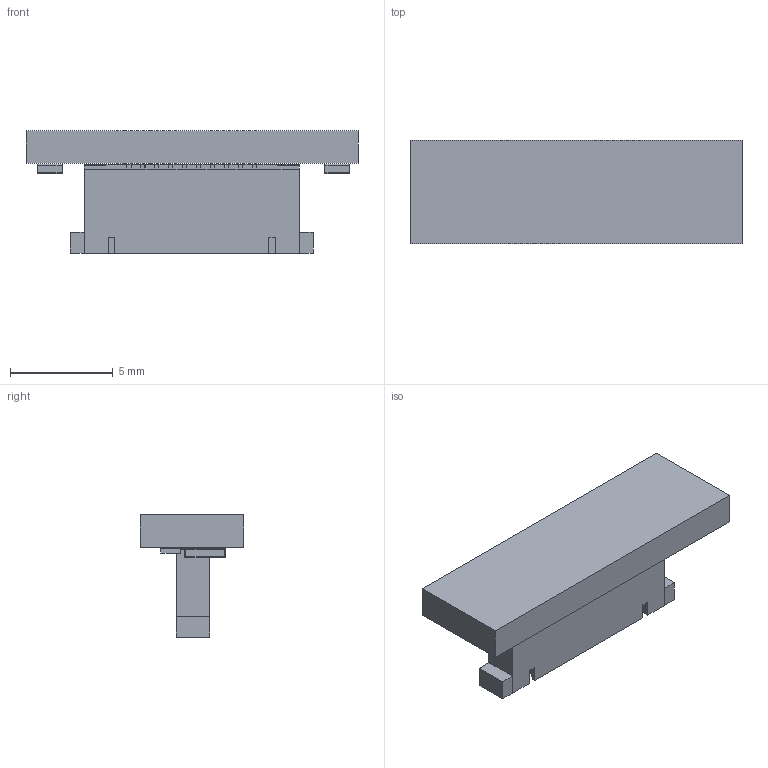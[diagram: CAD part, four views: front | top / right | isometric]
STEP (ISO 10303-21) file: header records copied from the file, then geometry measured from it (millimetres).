
FILE_DESCRIPTION(('KiCad electronic assembly'),'2;1');
FILE_NAME('vik-azoteq-adapter-vertical.step','2024-01-20T17:34:06',( 'Pcbnew'),('Kicad'),'Open CASCADE STEP processor 7.7', 'KiCad to STEP converter','Unknown');
FILE_SCHEMA(('AUTOMOTIVE_DESIGN { 1 0 10303 214 1 1 1 1 }'));
Length unit declared in the file: millimetre
Products named in the file (6): vik-azoteq-adapter-vertical 1; R_0805_2012Metric; SOLID; FPC vertical connector-1mm-10PIN; _autosave-azoteq-tps PCB
Assembly tree (6 placements, depth 3):
  vik-azoteq-adapter-vertical 1
    R_0805_2012Metric  x2
      SOLID
    FPC vertical connector-1mm-10PIN
      SOLID
    _autosave-azoteq-tps PCB
Bounding box: 16.17 x 5.03 x 5.96 mm (x, y, z)
Volume: 198.1 mm3; surface area: 448 mm2
Topology: 4 solids, 4 shells, 264 faces, 687 edges, 442 vertices
Faces by surface type: bspline 206, plane 42, cylinder 16
Entity records: 15104 total; most frequent: CARTESIAN_POINT 4783, B_SPLINE_CURVE_WITH_KNOTS 1617, ORIENTED_EDGE 1238, PCURVE 1238, DEFINITIONAL_REPRESENTATION 1238, EDGE_CURVE 619, SURFACE_CURVE 619, VERTEX_POINT 398
